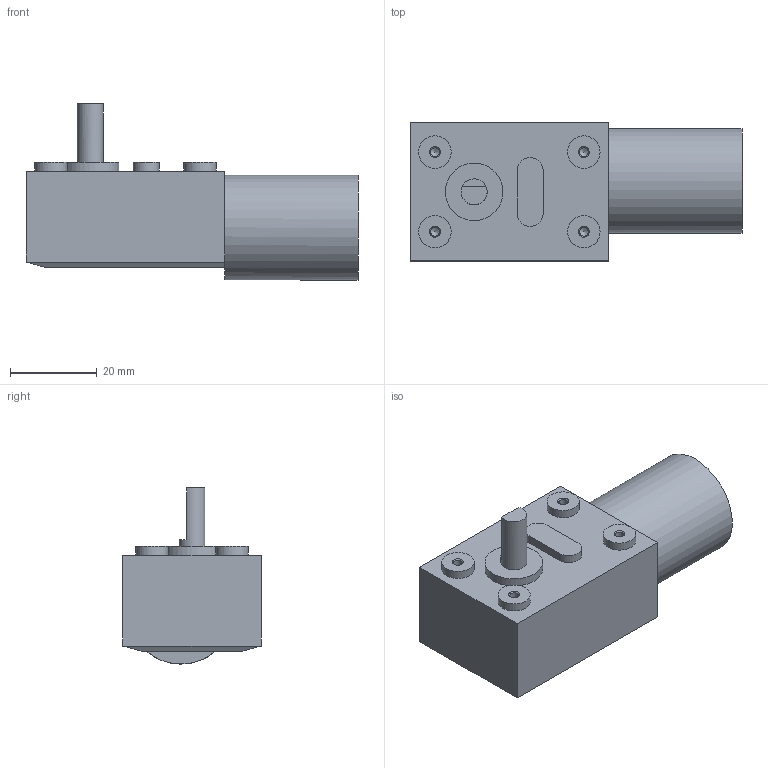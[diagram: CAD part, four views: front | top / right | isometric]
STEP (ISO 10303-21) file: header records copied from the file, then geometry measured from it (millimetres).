
FILE_DESCRIPTION(/* description */ ('Masterskizze'),/* implementation_level */ '2;1');
FILE_NAME(/* name */ 'MS000_trajan20_21_Getriebemotor_Masterskizze.stp',/* time_stamp */ '2022-07-24T10:36:37+02:00',/* author */ ('jan'),/* organization */ ('HTBLA Kaindorf'),/* preprocessor_version */ 'ST-DEVELOPER v18.1',/* originating_system */ 'Autodesk Inventor 2022',/* authorisation */ '');
FILE_SCHEMA (('AUTOMOTIVE_DESIGN { 1 0 10303 214 3 1 1 }'));
Length unit declared in the file: millimetre
Products named in the file (1): BT001_trajan20_21
Bounding box: 76.62 x 31.87 x 40.65 mm (x, y, z)
Volume: 47330.8 mm3; surface area: 9328.6 mm2
Topology: 1 solids, 1 shells, 43 faces, 94 edges, 60 vertices
Faces by surface type: plane 22, cylinder 13, cone 8
Full cylindrical faces by diameter (mm): 2.013 x4, 6 x1, 7.5 x4, 13.3 x1, 24.15 x1
Entity records: 1205 total; most frequent: DIRECTION 216, CARTESIAN_POINT 194, ORIENTED_EDGE 180, EDGE_CURVE 90, AXIS2_PLACEMENT_3D 82, VERTEX_POINT 60, EDGE_LOOP 54, LINE 52
